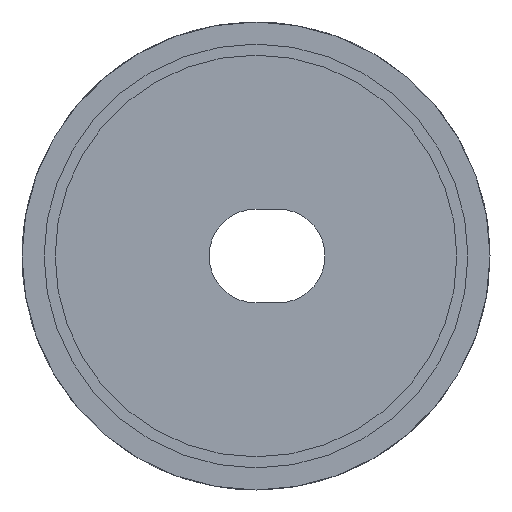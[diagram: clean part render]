
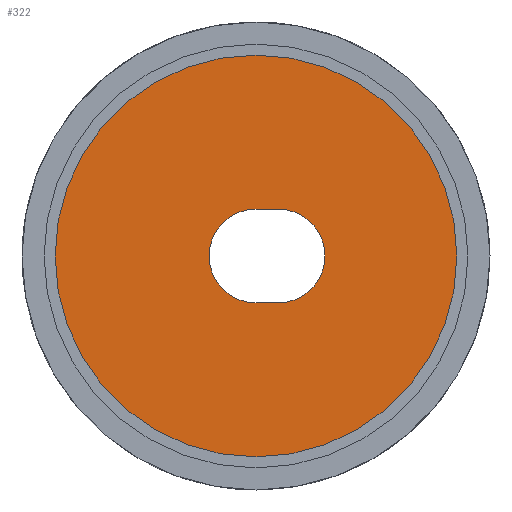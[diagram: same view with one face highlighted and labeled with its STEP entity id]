
A CAD part, front view. The second image highlights one B-rep face of the part: STEP entity #322.
In plain terms, the highlighted planar face has unit normal (0, -1, 0).
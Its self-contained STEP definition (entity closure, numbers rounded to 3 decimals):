
#23=FACE_BOUND('',#92,.T.);
#29=CIRCLE('',#351,4.25);
#31=CIRCLE('',#355,4.25);
#39=CIRCLE('',#381,18.2);
#68=FACE_OUTER_BOUND('',#91,.T.);
#91=EDGE_LOOP('',(#281));
#92=EDGE_LOOP('',(#282,#283,#284,#285));
#97=LINE('',#490,#118);
#102=LINE('',#504,#123);
#118=VECTOR('',#391,10.);
#123=VECTOR('',#404,10.);
#139=VERTEX_POINT('',#488);
#140=VERTEX_POINT('',#489);
#143=VERTEX_POINT('',#497);
#145=VERTEX_POINT('',#503);
#164=VERTEX_POINT('',#595);
#167=EDGE_CURVE('',#139,#140,#97,.T.);
#171=EDGE_CURVE('',#140,#143,#29,.T.);
#174=EDGE_CURVE('',#143,#145,#102,.T.);
#177=EDGE_CURVE('',#145,#139,#31,.T.);
#205=EDGE_CURVE('',#164,#164,#39,.T.);
#281=ORIENTED_EDGE('',*,*,#205,.T.);
#282=ORIENTED_EDGE('',*,*,#174,.T.);
#283=ORIENTED_EDGE('',*,*,#177,.T.);
#284=ORIENTED_EDGE('',*,*,#167,.T.);
#285=ORIENTED_EDGE('',*,*,#171,.T.);
#304=PLANE('',#380);
#322=ADVANCED_FACE('',(#68,#23),#304,.F.);
#351=AXIS2_PLACEMENT_3D('',#498,#397,#398);
#355=AXIS2_PLACEMENT_3D('',#509,#409,#410);
#380=AXIS2_PLACEMENT_3D('',#594,#470,#471);
#381=AXIS2_PLACEMENT_3D('',#596,#472,#473);
#391=DIRECTION('',(1.,0.,0.));
#397=DIRECTION('center_axis',(0.,1.,0.));
#398=DIRECTION('ref_axis',(0.,0.,1.));
#404=DIRECTION('',(-1.,0.,0.));
#409=DIRECTION('center_axis',(0.,1.,0.));
#410=DIRECTION('ref_axis',(0.,0.,-1.));
#470=DIRECTION('center_axis',(0.,1.,0.));
#471=DIRECTION('ref_axis',(0.,0.,1.));
#472=DIRECTION('center_axis',(0.,-1.,0.));
#473=DIRECTION('ref_axis',(1.,0.,0.));
#488=CARTESIAN_POINT('',(0.,20.,4.25));
#489=CARTESIAN_POINT('',(2.,20.,4.25));
#490=CARTESIAN_POINT('',(1.,20.,4.25));
#497=CARTESIAN_POINT('',(2.,20.,-4.25));
#498=CARTESIAN_POINT('Origin',(2.,20.,0.));
#503=CARTESIAN_POINT('',(0.,20.,-4.25));
#504=CARTESIAN_POINT('',(0.,20.,-4.25));
#509=CARTESIAN_POINT('Origin',(0.,20.,0.));
#594=CARTESIAN_POINT('Origin',(0.,20.,0.));
#595=CARTESIAN_POINT('',(-18.2,20.,0.));
#596=CARTESIAN_POINT('Origin',(0.,20.,0.));
